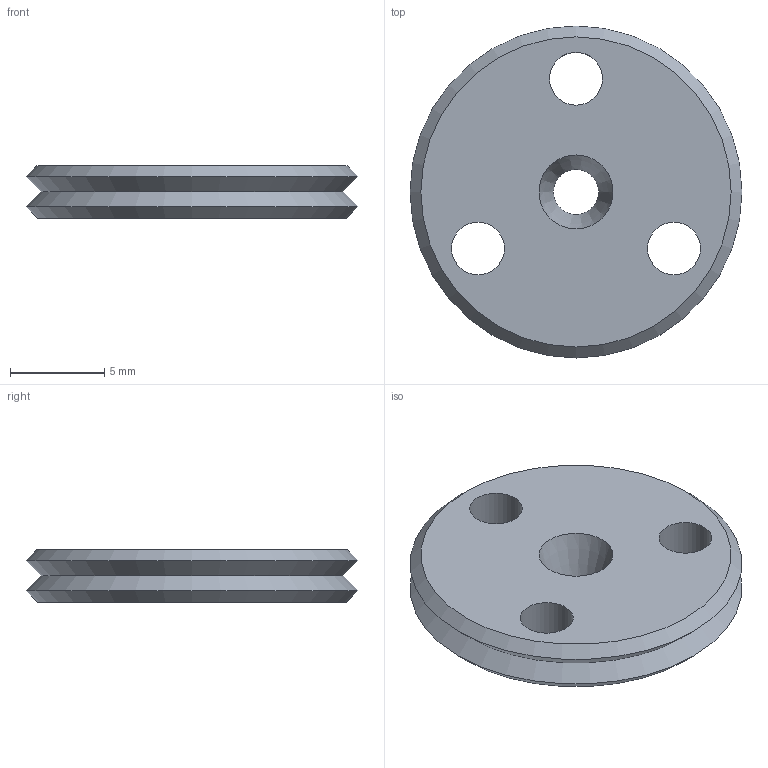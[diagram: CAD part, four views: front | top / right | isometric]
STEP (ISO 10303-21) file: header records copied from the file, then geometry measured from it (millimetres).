
FILE_DESCRIPTION(('FreeCAD Model'),'2;1');
FILE_NAME('Middle.step','2018-11-02T16:05:11',('Author'),(''), 'Open CASCADE STEP processor 6.9','FreeCAD','Unknown');
FILE_SCHEMA(('AUTOMOTIVE_DESIGN_CC2 { 1 2 10303 214 -1 1 5 4 }'));
Length unit declared in the file: millimetre
Products named in the file (2): ASSEMBLY; LAQ0202nLAQ0617Middle
Assembly tree (1 placements, depth 2):
  ASSEMBLY
    LAQ0202nLAQ0617Middle
Bounding box: 17.6 x 17.6 x 2.78 mm (x, y, z)
Volume: 550.7 mm3; surface area: 678.6 mm2
Topology: 1 solids, 1 shells, 12 faces, 25 edges, 15 vertices
Faces by surface type: cone 5, cylinder 4, plane 2, sphere 1
Full cylindrical faces by diameter (mm): 2.4 x1, 2.8 x3
Entity records: 731 total; most frequent: CARTESIAN_POINT 159, DIRECTION 109, ORIENTED_EDGE 50, PCURVE 50, DEFINITIONAL_REPRESENTATION 50, LINE 48, VECTOR 48, AXIS2_PLACEMENT_3D 30
